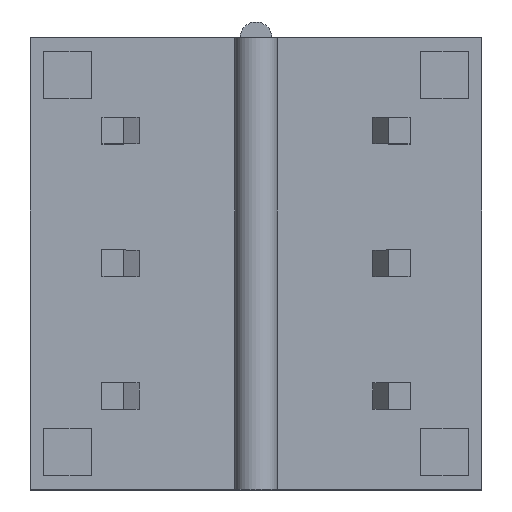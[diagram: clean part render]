
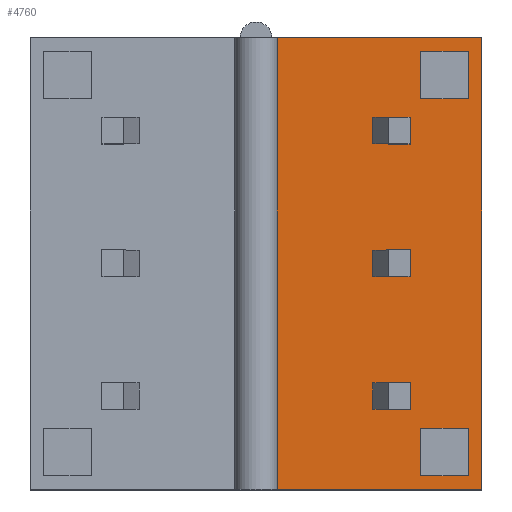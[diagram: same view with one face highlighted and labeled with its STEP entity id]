
A CAD part, top view. The second image highlights one B-rep face of the part: STEP entity #4760.
In plain terms, the highlighted planar face has unit normal (0, 0, 1).
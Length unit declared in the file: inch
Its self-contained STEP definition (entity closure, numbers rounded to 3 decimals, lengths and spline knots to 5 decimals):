
#3838=CARTESIAN_POINT('',(0.09843,0.08858,0.01969));
#3839=VERTEX_POINT('',#3838);
#3848=CARTESIAN_POINT('',(0.11417,0.08858,0.01969));
#3849=VERTEX_POINT('',#3848);
#3850=CARTESIAN_POINT('',(0.11417,0.08858,0.01969));
#3851=DIRECTION('',(-1.0,0.0,0.0));
#3852=VECTOR('',#3851,0.01575);
#3853=LINE('',#3850,#3852);
#3854=EDGE_CURVE('',#3849,#3839,#3853,.T.);
#3926=CARTESIAN_POINT('',(0.11417,0.10827,0.01969));
#3927=VERTEX_POINT('',#3926);
#3943=CARTESIAN_POINT('',(0.11417,0.10827,0.01969));
#3944=DIRECTION('',(0.0,-1.0,0.0));
#3945=VECTOR('',#3944,0.01969);
#3946=LINE('',#3943,#3945);
#3947=EDGE_CURVE('',#3927,#3849,#3946,.T.);
#4125=CARTESIAN_POINT('',(0.09843,0.10827,0.01969));
#4126=VERTEX_POINT('',#4125);
#4133=CARTESIAN_POINT('',(0.09843,0.08858,0.01969));
#4134=DIRECTION('',(0.0,1.0,0.0));
#4135=VECTOR('',#4134,0.01969);
#4136=LINE('',#4133,#4135);
#4137=EDGE_CURVE('',#3839,#4126,#4136,.T.);
#4150=CARTESIAN_POINT('',(0.09843,0.10827,0.01969));
#4151=DIRECTION('',(1.0,0.0,0.0));
#4152=VECTOR('',#4151,0.01575);
#4153=LINE('',#4150,#4152);
#4154=EDGE_CURVE('',#4126,#3927,#4153,.T.);
#4172=CARTESIAN_POINT('',(0.09843,-0.10827,0.01969));
#4173=VERTEX_POINT('',#4172);
#4182=CARTESIAN_POINT('',(0.11417,-0.10827,0.01969));
#4183=VERTEX_POINT('',#4182);
#4184=CARTESIAN_POINT('',(0.11417,-0.10827,0.01969));
#4185=DIRECTION('',(-1.0,0.0,0.0));
#4186=VECTOR('',#4185,0.01575);
#4187=LINE('',#4184,#4186);
#4188=EDGE_CURVE('',#4183,#4173,#4187,.T.);
#4260=CARTESIAN_POINT('',(0.11417,-0.08858,0.01969));
#4261=VERTEX_POINT('',#4260);
#4277=CARTESIAN_POINT('',(0.11417,-0.08858,0.01969));
#4278=DIRECTION('',(0.0,-1.0,0.0));
#4279=VECTOR('',#4278,0.01969);
#4280=LINE('',#4277,#4279);
#4281=EDGE_CURVE('',#4261,#4183,#4280,.T.);
#4459=CARTESIAN_POINT('',(0.09843,-0.08858,0.01969));
#4460=VERTEX_POINT('',#4459);
#4467=CARTESIAN_POINT('',(0.09843,-0.10827,0.01969));
#4468=DIRECTION('',(0.0,1.0,0.0));
#4469=VECTOR('',#4468,0.01969);
#4470=LINE('',#4467,#4469);
#4471=EDGE_CURVE('',#4173,#4460,#4470,.T.);
#4484=CARTESIAN_POINT('',(0.09843,-0.08858,0.01969));
#4485=DIRECTION('',(1.0,0.0,0.0));
#4486=VECTOR('',#4485,0.01575);
#4487=LINE('',#4484,#4486);
#4488=EDGE_CURVE('',#4460,#4261,#4487,.T.);
#4516=CARTESIAN_POINT('',(0.01575,-0.16732,0.01969));
#4517=VERTEX_POINT('',#4516);
#4525=CARTESIAN_POINT('',(0.01575,0.16732,0.01969));
#4526=VERTEX_POINT('',#4525);
#4527=CARTESIAN_POINT('',(0.01575,0.16732,0.01969));
#4528=DIRECTION('',(0.0,-1.0,0.0));
#4529=VECTOR('',#4528,0.33465);
#4530=LINE('',#4527,#4529);
#4531=EDGE_CURVE('',#4526,#4517,#4530,.T.);
#4563=CARTESIAN_POINT('',(0.16732,0.16732,0.01969));
#4564=VERTEX_POINT('',#4563);
#4565=CARTESIAN_POINT('',(0.01575,0.16732,0.01969));
#4566=DIRECTION('',(1.0,0.0,0.0));
#4567=VECTOR('',#4566,0.15157);
#4568=LINE('',#4565,#4567);
#4569=EDGE_CURVE('',#4526,#4564,#4568,.T.);
#4623=CARTESIAN_POINT('',(0.00817,-0.18406,0.01969));
#4624=DIRECTION('',(0.0,0.0,1.0));
#4625=DIRECTION('',(1.0,0.0,0.0));
#4626=AXIS2_PLACEMENT_3D('',#4623,#4624,#4625);
#4627=PLANE('',#4626);
#4628=ORIENTED_EDGE('',*,*,#4531,.T.);
#4629=CARTESIAN_POINT('',(0.16732,-0.16732,0.01969));
#4630=VERTEX_POINT('',#4629);
#4631=CARTESIAN_POINT('',(0.16732,-0.16732,0.01969));
#4632=DIRECTION('',(-1.0,0.0,0.0));
#4633=VECTOR('',#4632,0.15157);
#4634=LINE('',#4631,#4633);
#4635=EDGE_CURVE('',#4630,#4517,#4634,.T.);
#4636=ORIENTED_EDGE('',*,*,#4635,.F.);
#4637=CARTESIAN_POINT('',(0.16732,0.16732,0.01969));
#4638=DIRECTION('',(0.0,-1.0,0.0));
#4639=VECTOR('',#4638,0.33465);
#4640=LINE('',#4637,#4639);
#4641=EDGE_CURVE('',#4564,#4630,#4640,.T.);
#4642=ORIENTED_EDGE('',*,*,#4641,.F.);
#4643=ORIENTED_EDGE('',*,*,#4569,.F.);
#4644=EDGE_LOOP('',(#4628,#4636,#4642,#4643));
#4645=FACE_OUTER_BOUND('',#4644,.T.);
#4646=ORIENTED_EDGE('',*,*,#3854,.T.);
#4647=ORIENTED_EDGE('',*,*,#4137,.T.);
#4648=ORIENTED_EDGE('',*,*,#4154,.T.);
#4649=ORIENTED_EDGE('',*,*,#3947,.T.);
#4650=EDGE_LOOP('',(#4646,#4647,#4648,#4649));
#4651=FACE_BOUND('',#4650,.T.);
#4652=ORIENTED_EDGE('',*,*,#4188,.T.);
#4653=ORIENTED_EDGE('',*,*,#4471,.T.);
#4654=ORIENTED_EDGE('',*,*,#4488,.T.);
#4655=ORIENTED_EDGE('',*,*,#4281,.T.);
#4656=EDGE_LOOP('',(#4652,#4653,#4654,#4655));
#4657=FACE_BOUND('',#4656,.T.);
#4658=CARTESIAN_POINT('',(0.11417,-0.00984,0.01969));
#4659=VERTEX_POINT('',#4658);
#4660=CARTESIAN_POINT('',(0.09843,-0.00984,0.01969));
#4661=VERTEX_POINT('',#4660);
#4662=CARTESIAN_POINT('',(0.11417,-0.00984,0.01969));
#4663=DIRECTION('',(-1.0,0.0,0.0));
#4664=VECTOR('',#4663,0.01575);
#4665=LINE('',#4662,#4664);
#4666=EDGE_CURVE('',#4659,#4661,#4665,.T.);
#4667=ORIENTED_EDGE('',*,*,#4666,.T.);
#4668=CARTESIAN_POINT('',(0.09843,0.00984,0.01969));
#4669=VERTEX_POINT('',#4668);
#4670=CARTESIAN_POINT('',(0.09843,-0.00984,0.01969));
#4671=DIRECTION('',(0.0,1.0,0.0));
#4672=VECTOR('',#4671,0.01969);
#4673=LINE('',#4670,#4672);
#4674=EDGE_CURVE('',#4661,#4669,#4673,.T.);
#4675=ORIENTED_EDGE('',*,*,#4674,.T.);
#4676=CARTESIAN_POINT('',(0.11417,0.00984,0.01969));
#4677=VERTEX_POINT('',#4676);
#4678=CARTESIAN_POINT('',(0.09843,0.00984,0.01969));
#4679=DIRECTION('',(1.0,0.0,0.0));
#4680=VECTOR('',#4679,0.01575);
#4681=LINE('',#4678,#4680);
#4682=EDGE_CURVE('',#4669,#4677,#4681,.T.);
#4683=ORIENTED_EDGE('',*,*,#4682,.T.);
#4684=CARTESIAN_POINT('',(0.11417,0.00984,0.01969));
#4685=DIRECTION('',(0.0,-1.0,0.0));
#4686=VECTOR('',#4685,0.01969);
#4687=LINE('',#4684,#4686);
#4688=EDGE_CURVE('',#4677,#4659,#4687,.T.);
#4689=ORIENTED_EDGE('',*,*,#4688,.T.);
#4690=EDGE_LOOP('',(#4667,#4675,#4683,#4689));
#4691=FACE_BOUND('',#4690,.T.);
#4692=CARTESIAN_POINT('',(0.15748,-0.12205,0.01969));
#4693=VERTEX_POINT('',#4692);
#4694=CARTESIAN_POINT('',(0.15748,-0.15748,0.01969));
#4695=VERTEX_POINT('',#4694);
#4696=CARTESIAN_POINT('',(0.15748,-0.12205,0.01969));
#4697=DIRECTION('',(0.0,-1.0,0.0));
#4698=VECTOR('',#4697,0.03543);
#4699=LINE('',#4696,#4698);
#4700=EDGE_CURVE('',#4693,#4695,#4699,.T.);
#4701=ORIENTED_EDGE('',*,*,#4700,.T.);
#4702=CARTESIAN_POINT('',(0.12205,-0.15748,0.01969));
#4703=VERTEX_POINT('',#4702);
#4704=CARTESIAN_POINT('',(0.15748,-0.15748,0.01969));
#4705=DIRECTION('',(-1.0,0.0,0.0));
#4706=VECTOR('',#4705,0.03543);
#4707=LINE('',#4704,#4706);
#4708=EDGE_CURVE('',#4695,#4703,#4707,.T.);
#4709=ORIENTED_EDGE('',*,*,#4708,.T.);
#4710=CARTESIAN_POINT('',(0.12205,-0.12205,0.01969));
#4711=VERTEX_POINT('',#4710);
#4712=CARTESIAN_POINT('',(0.12205,-0.15748,0.01969));
#4713=DIRECTION('',(0.0,1.0,0.0));
#4714=VECTOR('',#4713,0.03543);
#4715=LINE('',#4712,#4714);
#4716=EDGE_CURVE('',#4703,#4711,#4715,.T.);
#4717=ORIENTED_EDGE('',*,*,#4716,.T.);
#4718=CARTESIAN_POINT('',(0.12205,-0.12205,0.01969));
#4719=DIRECTION('',(1.0,0.0,0.0));
#4720=VECTOR('',#4719,0.03543);
#4721=LINE('',#4718,#4720);
#4722=EDGE_CURVE('',#4711,#4693,#4721,.T.);
#4723=ORIENTED_EDGE('',*,*,#4722,.T.);
#4724=EDGE_LOOP('',(#4701,#4709,#4717,#4723));
#4725=FACE_BOUND('',#4724,.T.);
#4726=CARTESIAN_POINT('',(0.15748,0.15748,0.01969));
#4727=VERTEX_POINT('',#4726);
#4728=CARTESIAN_POINT('',(0.15748,0.12205,0.01969));
#4729=VERTEX_POINT('',#4728);
#4730=CARTESIAN_POINT('',(0.15748,0.15748,0.01969));
#4731=DIRECTION('',(0.0,-1.0,0.0));
#4732=VECTOR('',#4731,0.03543);
#4733=LINE('',#4730,#4732);
#4734=EDGE_CURVE('',#4727,#4729,#4733,.T.);
#4735=ORIENTED_EDGE('',*,*,#4734,.T.);
#4736=CARTESIAN_POINT('',(0.12205,0.12205,0.01969));
#4737=VERTEX_POINT('',#4736);
#4738=CARTESIAN_POINT('',(0.15748,0.12205,0.01969));
#4739=DIRECTION('',(-1.0,0.0,0.0));
#4740=VECTOR('',#4739,0.03543);
#4741=LINE('',#4738,#4740);
#4742=EDGE_CURVE('',#4729,#4737,#4741,.T.);
#4743=ORIENTED_EDGE('',*,*,#4742,.T.);
#4744=CARTESIAN_POINT('',(0.12205,0.15748,0.01969));
#4745=VERTEX_POINT('',#4744);
#4746=CARTESIAN_POINT('',(0.12205,0.12205,0.01969));
#4747=DIRECTION('',(0.0,1.0,0.0));
#4748=VECTOR('',#4747,0.03543);
#4749=LINE('',#4746,#4748);
#4750=EDGE_CURVE('',#4737,#4745,#4749,.T.);
#4751=ORIENTED_EDGE('',*,*,#4750,.T.);
#4752=CARTESIAN_POINT('',(0.12205,0.15748,0.01969));
#4753=DIRECTION('',(1.0,0.0,0.0));
#4754=VECTOR('',#4753,0.03543);
#4755=LINE('',#4752,#4754);
#4756=EDGE_CURVE('',#4745,#4727,#4755,.T.);
#4757=ORIENTED_EDGE('',*,*,#4756,.T.);
#4758=EDGE_LOOP('',(#4735,#4743,#4751,#4757));
#4759=FACE_BOUND('',#4758,.T.);
#4760=ADVANCED_FACE('',(#4645,#4651,#4657,#4691,#4725,#4759),#4627,.T.);
